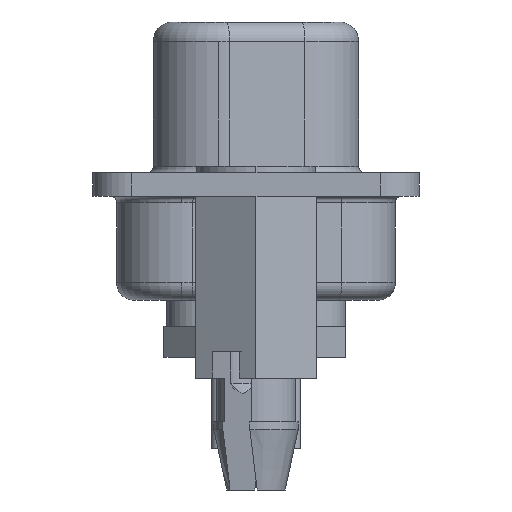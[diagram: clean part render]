
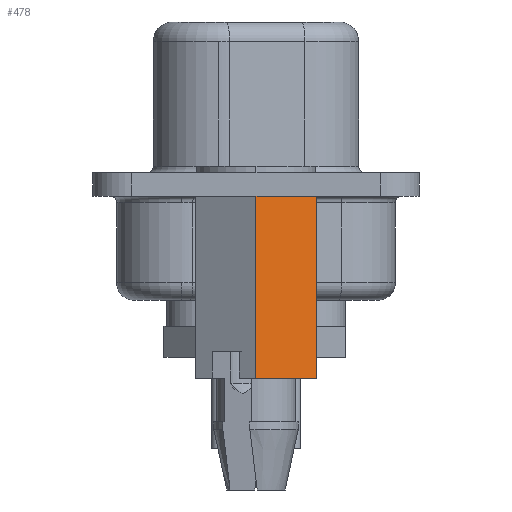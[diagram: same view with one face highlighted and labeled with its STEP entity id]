
A CAD part, left-side view. The second image highlights one B-rep face of the part: STEP entity #478.
In plain terms, the highlighted planar face has unit normal (-0.866, -0.5, 0).
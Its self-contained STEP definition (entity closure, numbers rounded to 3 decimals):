
#287 = EDGE_CURVE ( 'NONE', #18502, #19037, #5293, .T. ) ;
#478 = ADVANCED_FACE ( 'NONE', ( #5794 ), #6255, .F. ) ;
#4713 = DIRECTION ( 'NONE',  ( -0.5, 0.866, 0. ) ) ;
#4718 = CARTESIAN_POINT ( 'NONE',  ( -34.435, 0., -0.45 ) ) ;
#5293 = LINE ( 'NONE', #4718, #5296 ) ;
#5296 = VECTOR ( 'NONE', #4713, 1000. ) ;
#5794 = FACE_OUTER_BOUND ( 'NONE', #15316, .T. ) ;
#6255 = PLANE ( 'NONE',  #16492 ) ;
#6257 = CARTESIAN_POINT ( 'NONE',  ( -34.435, 0., -7.45 ) ) ;
#6262 = DIRECTION ( 'NONE',  ( 0.866, 0.5, 0. ) ) ;
#6263 = DIRECTION ( 'NONE',  ( -0.5, 0.866, 0. ) ) ;
#8910 = LINE ( 'NONE', #10320, #8915 ) ;
#8915 = VECTOR ( 'NONE', #10316, 1000. ) ;
#9333 = EDGE_CURVE ( 'NONE', #15370, #18149, #8910, .T. ) ;
#9925 = EDGE_CURVE ( 'NONE', #15370, #18502, #11413, .T. ) ;
#10081 = EDGE_CURVE ( 'NONE', #18149, #19037, #11624, .T. ) ;
#10316 = DIRECTION ( 'NONE',  ( -0.5, 0.866, 0. ) ) ;
#10320 = CARTESIAN_POINT ( 'NONE',  ( -34.435, 0., -7.45 ) ) ;
#11413 = LINE ( 'NONE', #12712, #11425 ) ;
#11425 = VECTOR ( 'NONE', #12708, 1000. ) ;
#11624 = LINE ( 'NONE', #13092, #11630 ) ;
#11630 = VECTOR ( 'NONE', #13096, 1000. ) ;
#12708 = DIRECTION ( 'NONE',  ( 0., 0., 1. ) ) ;
#12712 = CARTESIAN_POINT ( 'NONE',  ( -33.092, -2.325, -7.45 ) ) ;
#13092 = CARTESIAN_POINT ( 'NONE',  ( -34.435, 0., -7.45 ) ) ;
#13096 = DIRECTION ( 'NONE',  ( 0., 0., 1. ) ) ;
#13320 = CARTESIAN_POINT ( 'NONE',  ( -33.092, -2.325, -7.45 ) ) ;
#13541 = CARTESIAN_POINT ( 'NONE',  ( -34.435, 0., -7.45 ) ) ;
#13716 = CARTESIAN_POINT ( 'NONE',  ( -33.092, -2.325, -0.45 ) ) ;
#13971 = CARTESIAN_POINT ( 'NONE',  ( -34.435, 0., -0.45 ) ) ;
#14594 = ORIENTED_EDGE ( 'NONE', *, *, #9925, .T. ) ;
#15002 = ORIENTED_EDGE ( 'NONE', *, *, #287, .T. ) ;
#15093 = ORIENTED_EDGE ( 'NONE', *, *, #10081, .F. ) ;
#15182 = ORIENTED_EDGE ( 'NONE', *, *, #9333, .F. ) ;
#15316 = EDGE_LOOP ( 'NONE', ( #15002, #15093, #15182, #14594 ) ) ;
#15370 = VERTEX_POINT ( 'NONE', #13320 ) ;
#16492 = AXIS2_PLACEMENT_3D ( 'NONE', #6257, #6262, #6263 ) ;
#18149 = VERTEX_POINT ( 'NONE', #13541 ) ;
#18502 = VERTEX_POINT ( 'NONE', #13716 ) ;
#19037 = VERTEX_POINT ( 'NONE', #13971 ) ;
